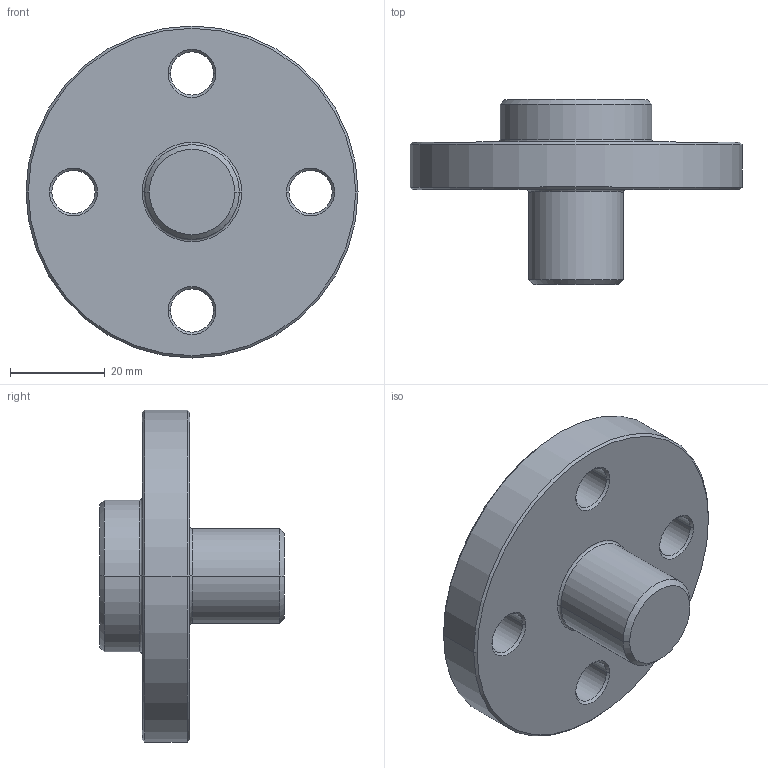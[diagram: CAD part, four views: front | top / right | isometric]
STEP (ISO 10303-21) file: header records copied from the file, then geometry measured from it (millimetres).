
FILE_DESCRIPTION((''),'2;1');
FILE_NAME('LOAD_BALL_HOLDER','2018-02-21T',('Harry'),(''),'CREO PARAMETRIC BY PTC INC, 2014440','CREO PARAMETRIC BY PTC INC, 2014440','');
FILE_SCHEMA(('CONFIG_CONTROL_DESIGN'));
Length unit declared in the file: millimetre
Products named in the file (1): LOAD_BALL_HOLDER
Bounding box: 70 x 39 x 70 mm (x, y, z)
Volume: 49022.7 mm3; surface area: 12543.9 mm2
Topology: 1 solids, 1 shells, 50 faces, 108 edges, 61 vertices
Faces by surface type: cone 26, cylinder 16, plane 4, torus 4
Entity records: 1396 total; most frequent: DIRECTION 270, CARTESIAN_POINT 217, ORIENTED_EDGE 212, AXIS2_PLACEMENT_3D 114, EDGE_CURVE 106, CIRCLE 64, VERTEX_POINT 61, EDGE_LOOP 61
